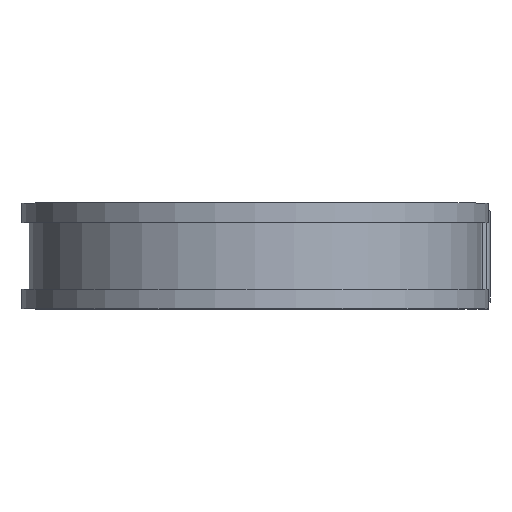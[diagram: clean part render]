
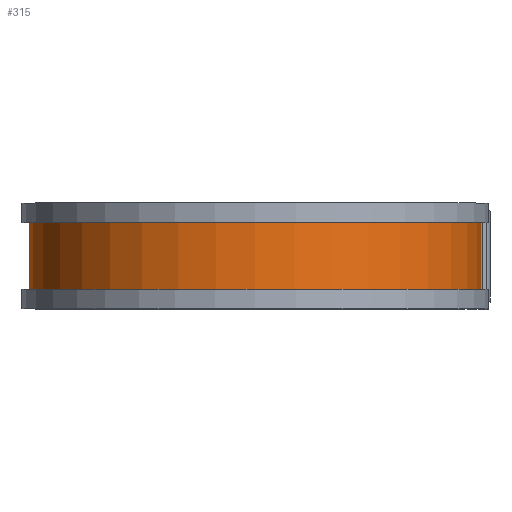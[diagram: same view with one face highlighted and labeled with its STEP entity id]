
A CAD part, top view. The second image highlights one B-rep face of the part: STEP entity #315.
In plain terms, the highlighted cylindrical face has radius 47.193 mm (diameter 94.386 mm), a partial arc.
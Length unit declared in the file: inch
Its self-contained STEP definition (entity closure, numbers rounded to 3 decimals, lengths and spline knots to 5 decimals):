
#28 = EDGE_CURVE ( 'NONE', #423, #1228, #190, .T. ) ;
#190 = LINE ( 'NONE', #1129, #408 ) ;
#223 = CARTESIAN_POINT ( 'NONE',  ( 0., 0.275, -1.858 ) ) ;
#315 = ADVANCED_FACE ( 'NONE', ( #939 ), #622, .T. ) ;
#408 = VECTOR ( 'NONE', #1202, 39.37008 ) ;
#423 = VERTEX_POINT ( 'NONE', #1608 ) ;
#438 = LINE ( 'NONE', #1408, #760 ) ;
#622 = CYLINDRICAL_SURFACE ( 'NONE', #1707, 1.858 ) ;
#651 = EDGE_CURVE ( 'NONE', #1228, #980, #1717, .T. ) ;
#704 = AXIS2_PLACEMENT_3D ( 'NONE', #867, #889, #993 ) ;
#712 = CIRCLE ( 'NONE', #918, 1.858 ) ;
#728 = CARTESIAN_POINT ( 'NONE',  ( 1.858, -0.275, 0. ) ) ;
#760 = VECTOR ( 'NONE', #1402, 39.37008 ) ;
#778 = ORIENTED_EDGE ( 'NONE', *, *, #28, .F. ) ;
#795 = DIRECTION ( 'NONE',  ( 0., -1., 0. ) ) ;
#867 = CARTESIAN_POINT ( 'NONE',  ( 0., -0.275, 0. ) ) ;
#889 = DIRECTION ( 'NONE',  ( 0., -1., 0. ) ) ;
#918 = AXIS2_PLACEMENT_3D ( 'NONE', #1511, #795, #1640 ) ;
#939 = FACE_OUTER_BOUND ( 'NONE', #1171, .T. ) ;
#956 = CARTESIAN_POINT ( 'NONE',  ( 0., -0.275, -1.858 ) ) ;
#980 = VERTEX_POINT ( 'NONE', #956 ) ;
#993 = DIRECTION ( 'NONE',  ( 0., 0., -1. ) ) ;
#1012 = DIRECTION ( 'NONE',  ( 0., 0., -1. ) ) ;
#1069 = ORIENTED_EDGE ( 'NONE', *, *, #651, .F. ) ;
#1099 = VERTEX_POINT ( 'NONE', #223 ) ;
#1129 = CARTESIAN_POINT ( 'NONE',  ( 1.858, 0.375, 0. ) ) ;
#1143 = DIRECTION ( 'NONE',  ( 0., -1., 0. ) ) ;
#1171 = EDGE_LOOP ( 'NONE', ( #778, #1539, #1279, #1069 ) ) ;
#1202 = DIRECTION ( 'NONE',  ( 0., -1., 0. ) ) ;
#1228 = VERTEX_POINT ( 'NONE', #728 ) ;
#1247 = CARTESIAN_POINT ( 'NONE',  ( 0., 0.375, 0. ) ) ;
#1279 = ORIENTED_EDGE ( 'NONE', *, *, #1350, .T. ) ;
#1350 = EDGE_CURVE ( 'NONE', #1099, #980, #438, .T. ) ;
#1402 = DIRECTION ( 'NONE',  ( 0., -1., 0. ) ) ;
#1408 = CARTESIAN_POINT ( 'NONE',  ( 0., 0.375, -1.858 ) ) ;
#1511 = CARTESIAN_POINT ( 'NONE',  ( 0., 0.275, 0. ) ) ;
#1536 = EDGE_CURVE ( 'NONE', #423, #1099, #712, .T. ) ;
#1539 = ORIENTED_EDGE ( 'NONE', *, *, #1536, .T. ) ;
#1608 = CARTESIAN_POINT ( 'NONE',  ( 1.858, 0.275, 0. ) ) ;
#1640 = DIRECTION ( 'NONE',  ( 0., 0., -1. ) ) ;
#1707 = AXIS2_PLACEMENT_3D ( 'NONE', #1247, #1143, #1012 ) ;
#1717 = CIRCLE ( 'NONE', #704, 1.858 ) ;
